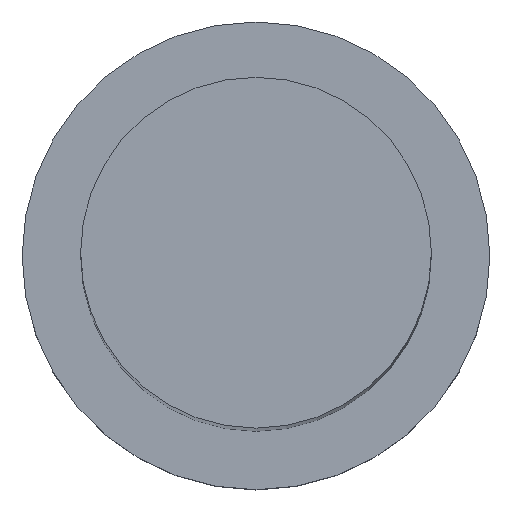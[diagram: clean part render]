
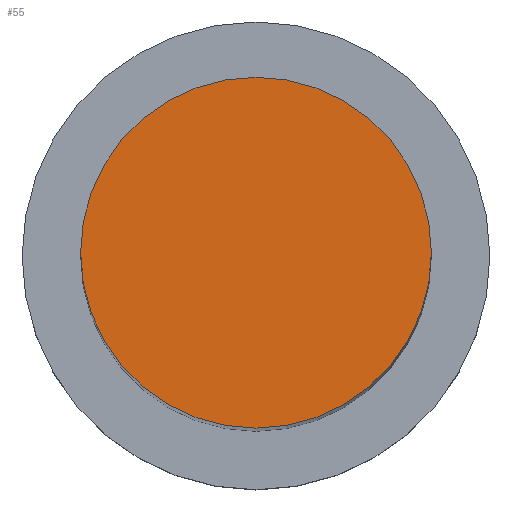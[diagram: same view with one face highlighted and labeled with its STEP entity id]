
A CAD part, top view. The second image highlights one B-rep face of the part: STEP entity #55.
In plain terms, the highlighted planar face has unit normal (0, 0, 1).
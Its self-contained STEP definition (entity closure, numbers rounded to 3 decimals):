
#2 = EDGE_CURVE ( 'NONE', #38, #99, #151, .T. ) ;
#20 = AXIS2_PLACEMENT_3D ( 'NONE', #72, #253, #89 ) ;
#37 = ORIENTED_EDGE ( 'NONE', *, *, #2, .T. ) ;
#38 = VERTEX_POINT ( 'NONE', #192 ) ;
#40 = AXIS2_PLACEMENT_3D ( 'NONE', #104, #139, #177 ) ;
#46 = DIRECTION ( 'NONE',  ( 1., 0., 0. ) ) ;
#55 = ADVANCED_FACE ( 'NONE', ( #174 ), #176, .T. ) ;
#68 = CARTESIAN_POINT ( 'NONE',  ( 9., 0., 100. ) ) ;
#69 = CIRCLE ( 'NONE', #159, 9. ) ;
#70 = EDGE_CURVE ( 'NONE', #99, #38, #69, .T. ) ;
#72 = CARTESIAN_POINT ( 'NONE',  ( 0., 0., 100. ) ) ;
#89 = DIRECTION ( 'NONE',  ( 1., 0., 0. ) ) ;
#99 = VERTEX_POINT ( 'NONE', #68 ) ;
#100 = EDGE_LOOP ( 'NONE', ( #37, #218 ) ) ;
#104 = CARTESIAN_POINT ( 'NONE',  ( 0., 0., 100. ) ) ;
#132 = DIRECTION ( 'NONE',  ( 0., 0., 1. ) ) ;
#139 = DIRECTION ( 'NONE',  ( 0., 0., 1. ) ) ;
#151 = CIRCLE ( 'NONE', #40, 9. ) ;
#159 = AXIS2_PLACEMENT_3D ( 'NONE', #183, #132, #46 ) ;
#174 = FACE_OUTER_BOUND ( 'NONE', #100, .T. ) ;
#176 = PLANE ( 'NONE',  #20 ) ;
#177 = DIRECTION ( 'NONE',  ( 1., 0., 0. ) ) ;
#183 = CARTESIAN_POINT ( 'NONE',  ( 0., 0., 100. ) ) ;
#192 = CARTESIAN_POINT ( 'NONE',  ( -9., 0., 100. ) ) ;
#218 = ORIENTED_EDGE ( 'NONE', *, *, #70, .T. ) ;
#253 = DIRECTION ( 'NONE',  ( 0., 0., 1. ) ) ;
